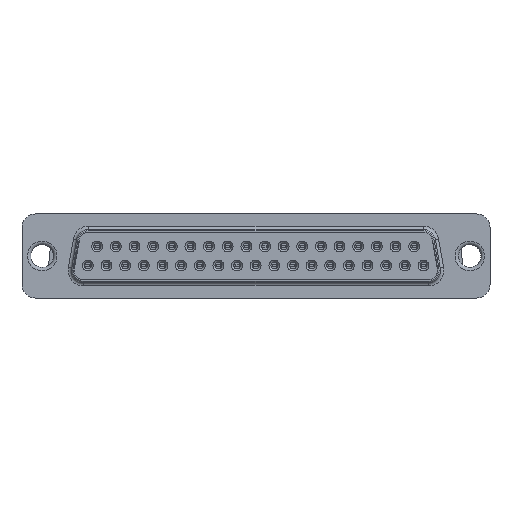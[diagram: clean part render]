
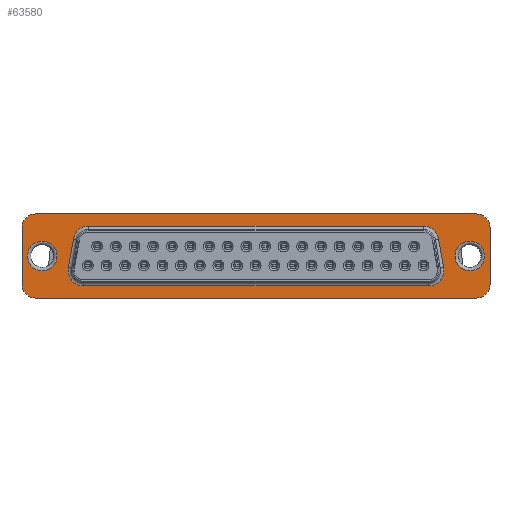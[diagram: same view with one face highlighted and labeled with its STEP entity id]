
A CAD part, front view. The second image highlights one B-rep face of the part: STEP entity #63580.
In plain terms, the highlighted face is planar.
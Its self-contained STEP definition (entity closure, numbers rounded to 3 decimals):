
#1792=CIRCLE('',#81663,2.19);
#1793=CIRCLE('',#81664,2.19);
#1794=CIRCLE('',#81665,2.33);
#1795=CIRCLE('',#81666,2.33);
#1796=CIRCLE('',#81667,2.33);
#1797=CIRCLE('',#81668,2.33);
#1798=CIRCLE('',#81669,2.);
#1799=CIRCLE('',#81670,2.);
#1800=CIRCLE('',#81671,2.);
#1801=CIRCLE('',#81672,2.);
#10928=ORIENTED_EDGE('',*,*,#25432,.T.);
#10929=ORIENTED_EDGE('',*,*,#25433,.T.);
#10930=ORIENTED_EDGE('',*,*,#25434,.T.);
#10931=ORIENTED_EDGE('',*,*,#25435,.T.);
#10932=ORIENTED_EDGE('',*,*,#25436,.T.);
#10933=ORIENTED_EDGE('',*,*,#25437,.T.);
#10934=ORIENTED_EDGE('',*,*,#25438,.T.);
#10935=ORIENTED_EDGE('',*,*,#25439,.T.);
#10936=ORIENTED_EDGE('',*,*,#25440,.T.);
#10937=ORIENTED_EDGE('',*,*,#25441,.T.);
#10938=ORIENTED_EDGE('',*,*,#25404,.T.);
#10939=ORIENTED_EDGE('',*,*,#25442,.T.);
#10940=ORIENTED_EDGE('',*,*,#25406,.T.);
#10941=ORIENTED_EDGE('',*,*,#25443,.T.);
#10942=ORIENTED_EDGE('',*,*,#25412,.T.);
#10943=ORIENTED_EDGE('',*,*,#25444,.T.);
#10944=ORIENTED_EDGE('',*,*,#25416,.T.);
#10945=ORIENTED_EDGE('',*,*,#25445,.T.);
#25404=EDGE_CURVE('',#33267,#33266,#40122,.T.);
#25406=EDGE_CURVE('',#33268,#33269,#40124,.T.);
#25412=EDGE_CURVE('',#33275,#33274,#40130,.T.);
#25416=EDGE_CURVE('',#33279,#33278,#40134,.T.);
#25432=EDGE_CURVE('',#33290,#33290,#1792,.F.);
#25433=EDGE_CURVE('',#33291,#33291,#1793,.F.);
#25434=EDGE_CURVE('',#33292,#33293,#40140,.F.);
#25435=EDGE_CURVE('',#33293,#33294,#1794,.F.);
#25436=EDGE_CURVE('',#33294,#33295,#40141,.F.);
#25437=EDGE_CURVE('',#33295,#33296,#1795,.F.);
#25438=EDGE_CURVE('',#33296,#33297,#40142,.F.);
#25439=EDGE_CURVE('',#33297,#33298,#1796,.F.);
#25440=EDGE_CURVE('',#33298,#33299,#40143,.F.);
#25441=EDGE_CURVE('',#33299,#33292,#1797,.F.);
#25442=EDGE_CURVE('',#33266,#33268,#1798,.T.);
#25443=EDGE_CURVE('',#33269,#33275,#1799,.T.);
#25444=EDGE_CURVE('',#33274,#33279,#1800,.T.);
#25445=EDGE_CURVE('',#33278,#33267,#1801,.T.);
#33266=VERTEX_POINT('',#110721);
#33267=VERTEX_POINT('',#110723);
#33268=VERTEX_POINT('',#110727);
#33269=VERTEX_POINT('',#110728);
#33274=VERTEX_POINT('',#110739);
#33275=VERTEX_POINT('',#110741);
#33278=VERTEX_POINT('',#110748);
#33279=VERTEX_POINT('',#110750);
#33290=VERTEX_POINT('',#110779);
#33291=VERTEX_POINT('',#110781);
#33292=VERTEX_POINT('',#110783);
#33293=VERTEX_POINT('',#110784);
#33294=VERTEX_POINT('',#110786);
#33295=VERTEX_POINT('',#110788);
#33296=VERTEX_POINT('',#110790);
#33297=VERTEX_POINT('',#110792);
#33298=VERTEX_POINT('',#110794);
#33299=VERTEX_POINT('',#110796);
#40122=LINE('',#110722,#47736);
#40124=LINE('',#110726,#47738);
#40130=LINE('',#110740,#47744);
#40134=LINE('',#110749,#47748);
#40140=LINE('',#110782,#47754);
#40141=LINE('',#110787,#47755);
#40142=LINE('',#110791,#47756);
#40143=LINE('',#110795,#47757);
#47736=VECTOR('',#91972,1000.);
#47738=VECTOR('',#91976,1000.);
#47744=VECTOR('',#91984,1000.);
#47748=VECTOR('',#91990,1000.);
#47754=VECTOR('',#92024,1000.);
#47755=VECTOR('',#92027,1000.);
#47756=VECTOR('',#92030,1000.);
#47757=VECTOR('',#92033,1000.);
#53608=EDGE_LOOP('',(#10928));
#53609=EDGE_LOOP('',(#10929));
#53610=EDGE_LOOP('',(#10930,#10931,#10932,#10933,#10934,#10935,#10936,#10937));
#53611=EDGE_LOOP('',(#10938,#10939,#10940,#10941,#10942,#10943,#10944,#10945));
#57318=FACE_BOUND('',#53608,.T.);
#57319=FACE_BOUND('',#53609,.T.);
#57320=FACE_BOUND('',#53610,.T.);
#57321=FACE_BOUND('',#53611,.T.);
#60579=PLANE('',#81662);
#63580=ADVANCED_FACE('',(#57318,#57319,#57320,#57321),#60579,.T.);
#81662=AXIS2_PLACEMENT_3D('',#110777,#92018,#92019);
#81663=AXIS2_PLACEMENT_3D('',#110778,#92020,#92021);
#81664=AXIS2_PLACEMENT_3D('',#110780,#92022,#92023);
#81665=AXIS2_PLACEMENT_3D('',#110785,#92025,#92026);
#81666=AXIS2_PLACEMENT_3D('',#110789,#92028,#92029);
#81667=AXIS2_PLACEMENT_3D('',#110793,#92031,#92032);
#81668=AXIS2_PLACEMENT_3D('',#110797,#92034,#92035);
#81669=AXIS2_PLACEMENT_3D('',#110798,#92036,#92037);
#81670=AXIS2_PLACEMENT_3D('',#110799,#92038,#92039);
#81671=AXIS2_PLACEMENT_3D('',#110800,#92040,#92041);
#81672=AXIS2_PLACEMENT_3D('',#110801,#92042,#92043);
#91972=DIRECTION('',(0.,0.,1.));
#91976=DIRECTION('',(1.,0.,0.));
#91984=DIRECTION('',(0.,0.,-1.));
#91990=DIRECTION('',(-1.,0.,0.));
#92018=DIRECTION('',(0.,1.,0.));
#92019=DIRECTION('',(0.,0.,1.));
#92020=DIRECTION('',(0.,1.,0.));
#92021=DIRECTION('',(0.,0.,1.));
#92022=DIRECTION('',(0.,1.,0.));
#92023=DIRECTION('',(0.,0.,1.));
#92024=DIRECTION('',(0.174,0.,0.985));
#92025=DIRECTION('',(0.,1.,0.));
#92026=DIRECTION('',(0.,0.,1.));
#92027=DIRECTION('',(-1.,0.,0.));
#92028=DIRECTION('',(0.,1.,0.));
#92029=DIRECTION('',(0.,0.,1.));
#92030=DIRECTION('',(0.174,0.,-0.985));
#92031=DIRECTION('',(0.,1.,0.));
#92032=DIRECTION('',(0.,0.,1.));
#92033=DIRECTION('',(1.,0.,0.));
#92034=DIRECTION('',(0.,1.,0.));
#92035=DIRECTION('',(0.,0.,1.));
#92036=DIRECTION('',(0.,1.,0.));
#92037=DIRECTION('',(0.,0.,1.));
#92038=DIRECTION('',(0.,1.,0.));
#92039=DIRECTION('',(0.,0.,1.));
#92040=DIRECTION('',(0.,1.,0.));
#92041=DIRECTION('',(0.,0.,1.));
#92042=DIRECTION('',(0.,1.,0.));
#92043=DIRECTION('',(0.,0.,1.));
#110721=CARTESIAN_POINT('',(-34.75,0.,4.25));
#110722=CARTESIAN_POINT('',(-34.75,0.,-6.25));
#110723=CARTESIAN_POINT('',(-34.75,0.,-4.25));
#110726=CARTESIAN_POINT('',(-34.75,0.,6.25));
#110727=CARTESIAN_POINT('',(-32.75,0.,6.25));
#110728=CARTESIAN_POINT('',(32.75,0.,6.25));
#110739=CARTESIAN_POINT('',(34.75,0.,-4.25));
#110740=CARTESIAN_POINT('',(34.75,0.,6.25));
#110741=CARTESIAN_POINT('',(34.75,0.,4.25));
#110748=CARTESIAN_POINT('',(-32.75,0.,-6.25));
#110749=CARTESIAN_POINT('',(34.75,0.,-6.25));
#110750=CARTESIAN_POINT('',(32.75,0.,-6.25));
#110777=CARTESIAN_POINT('',(0.,0.,0.));
#110778=CARTESIAN_POINT('',(31.75,0.,0.));
#110779=CARTESIAN_POINT('',(31.75,0.,2.19));
#110780=CARTESIAN_POINT('',(-31.75,0.,0.));
#110781=CARTESIAN_POINT('',(-31.75,0.,2.19));
#110782=CARTESIAN_POINT('',(-27.865,0.,-1.715));
#110783=CARTESIAN_POINT('',(-27.117,0.,2.525));
#110784=CARTESIAN_POINT('',(-27.865,0.,-1.715));
#110785=CARTESIAN_POINT('',(-25.57,0.,-2.12));
#110786=CARTESIAN_POINT('',(-25.57,0.,-4.45));
#110787=CARTESIAN_POINT('',(25.57,0.,-4.45));
#110788=CARTESIAN_POINT('',(25.57,0.,-4.45));
#110789=CARTESIAN_POINT('',(25.57,0.,-2.12));
#110790=CARTESIAN_POINT('',(27.865,0.,-1.715));
#110791=CARTESIAN_POINT('',(27.117,0.,2.525));
#110792=CARTESIAN_POINT('',(27.117,0.,2.525));
#110793=CARTESIAN_POINT('',(24.822,0.,2.12));
#110794=CARTESIAN_POINT('',(24.822,0.,4.45));
#110795=CARTESIAN_POINT('',(-24.822,0.,4.45));
#110796=CARTESIAN_POINT('',(-24.822,0.,4.45));
#110797=CARTESIAN_POINT('',(-24.822,0.,2.12));
#110798=CARTESIAN_POINT('',(-32.75,0.,4.25));
#110799=CARTESIAN_POINT('',(32.75,0.,4.25));
#110800=CARTESIAN_POINT('',(32.75,0.,-4.25));
#110801=CARTESIAN_POINT('',(-32.75,0.,-4.25));
